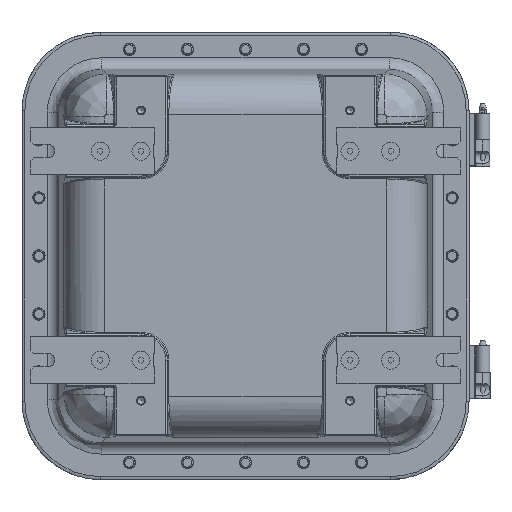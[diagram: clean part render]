
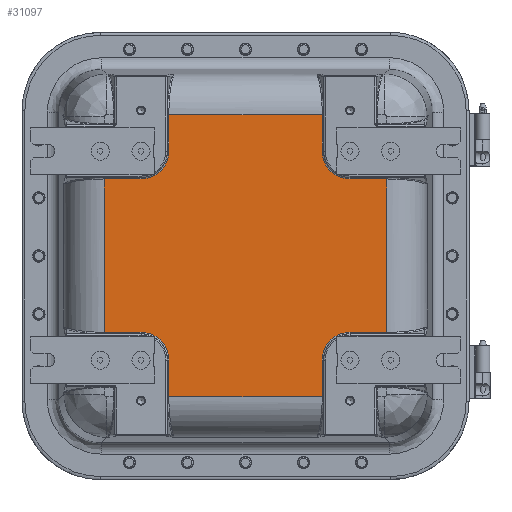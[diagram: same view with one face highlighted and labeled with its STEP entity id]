
A CAD part, top view. The second image highlights one B-rep face of the part: STEP entity #31097.
In plain terms, the highlighted planar face has unit normal (0, 0, 1).
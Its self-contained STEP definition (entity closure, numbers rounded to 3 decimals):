
#3445=LINE('',#48437,#5900);
#3447=LINE('',#48447,#5902);
#3449=LINE('',#48456,#5904);
#3451=LINE('',#48474,#5906);
#3453=LINE('',#48482,#5908);
#3455=LINE('',#48492,#5910);
#3457=LINE('',#48498,#5912);
#3459=LINE('',#48504,#5914);
#3504=LINE('',#49919,#5959);
#3505=LINE('',#49920,#5960);
#3506=LINE('',#49921,#5961);
#3507=LINE('',#49922,#5962);
#5900=VECTOR('',#37554,0.394);
#5902=VECTOR('',#37566,0.394);
#5904=VECTOR('',#37574,0.394);
#5906=VECTOR('',#37596,0.394);
#5908=VECTOR('',#37604,0.394);
#5910=VECTOR('',#37616,0.394);
#5912=VECTOR('',#37622,0.394);
#5914=VECTOR('',#37628,0.394);
#5959=VECTOR('',#37959,0.394);
#5960=VECTOR('',#37960,0.394);
#5961=VECTOR('',#37961,0.394);
#5962=VECTOR('',#37962,0.394);
#7791=PLANE('',#33575);
#9714=FACE_OUTER_BOUND('',#11703,.T.);
#11703=EDGE_LOOP('',(#24330,#24331,#24332,#24333,#24334,#24335,#24336,#24337,
#24338,#24339,#24340,#24341,#24342,#24343,#24344,#24345));
#13389=CIRCLE('',#33405,1.199);
#13395=CIRCLE('',#33414,1.199);
#13398=CIRCLE('',#33418,1.199);
#13403=CIRCLE('',#33426,1.199);
#15035=VERTEX_POINT('',#48431);
#15037=VERTEX_POINT('',#48435);
#15038=VERTEX_POINT('',#48439);
#15039=VERTEX_POINT('',#48443);
#15041=VERTEX_POINT('',#48449);
#15044=VERTEX_POINT('',#48454);
#15045=VERTEX_POINT('',#48458);
#15047=VERTEX_POINT('',#48464);
#15048=VERTEX_POINT('',#48466);
#15049=VERTEX_POINT('',#48470);
#15051=VERTEX_POINT('',#48476);
#15053=VERTEX_POINT('',#48480);
#15054=VERTEX_POINT('',#48484);
#15055=VERTEX_POINT('',#48488);
#15058=VERTEX_POINT('',#48496);
#15059=VERTEX_POINT('',#48500);
#18342=EDGE_CURVE('',#15037,#15035,#3445,.T.);
#18344=EDGE_CURVE('',#15035,#15038,#13389,.T.);
#18347=EDGE_CURVE('',#15038,#15039,#3447,.T.);
#18351=EDGE_CURVE('',#15044,#15041,#3449,.T.);
#18354=EDGE_CURVE('',#15041,#15045,#13395,.T.);
#18357=EDGE_CURVE('',#15048,#15047,#13398,.T.);
#18360=EDGE_CURVE('',#15047,#15049,#3451,.T.);
#18364=EDGE_CURVE('',#15053,#15051,#3453,.T.);
#18366=EDGE_CURVE('',#15051,#15054,#13403,.T.);
#18369=EDGE_CURVE('',#15054,#15055,#3455,.T.);
#18372=EDGE_CURVE('',#15058,#15048,#3457,.T.);
#18375=EDGE_CURVE('',#15045,#15059,#3459,.T.);
#18538=EDGE_CURVE('',#15049,#15053,#3504,.T.);
#18539=EDGE_CURVE('',#15059,#15058,#3505,.T.);
#18540=EDGE_CURVE('',#15039,#15044,#3506,.T.);
#18541=EDGE_CURVE('',#15055,#15037,#3507,.T.);
#24330=ORIENTED_EDGE('',*,*,#18369,.F.);
#24331=ORIENTED_EDGE('',*,*,#18366,.F.);
#24332=ORIENTED_EDGE('',*,*,#18364,.F.);
#24333=ORIENTED_EDGE('',*,*,#18538,.F.);
#24334=ORIENTED_EDGE('',*,*,#18360,.F.);
#24335=ORIENTED_EDGE('',*,*,#18357,.F.);
#24336=ORIENTED_EDGE('',*,*,#18372,.F.);
#24337=ORIENTED_EDGE('',*,*,#18539,.F.);
#24338=ORIENTED_EDGE('',*,*,#18375,.F.);
#24339=ORIENTED_EDGE('',*,*,#18354,.F.);
#24340=ORIENTED_EDGE('',*,*,#18351,.F.);
#24341=ORIENTED_EDGE('',*,*,#18540,.F.);
#24342=ORIENTED_EDGE('',*,*,#18347,.F.);
#24343=ORIENTED_EDGE('',*,*,#18344,.F.);
#24344=ORIENTED_EDGE('',*,*,#18342,.F.);
#24345=ORIENTED_EDGE('',*,*,#18541,.F.);
#31097=ADVANCED_FACE('',(#9714),#7791,.T.);
#33405=AXIS2_PLACEMENT_3D('',#48441,#37559,#37560);
#33414=AXIS2_PLACEMENT_3D('',#48462,#37581,#37582);
#33418=AXIS2_PLACEMENT_3D('',#48468,#37589,#37590);
#33426=AXIS2_PLACEMENT_3D('',#48486,#37609,#37610);
#33575=AXIS2_PLACEMENT_3D('',#49918,#37957,#37958);
#37554=DIRECTION('',(1.,0.,0.));
#37559=DIRECTION('center_axis',(0.,0.,
1.));
#37560=DIRECTION('ref_axis',(0.707,-0.707,0.));
#37566=DIRECTION('',(0.,1.,0.));
#37574=DIRECTION('',(0.,-1.,0.));
#37581=DIRECTION('center_axis',(0.,0.,
1.));
#37582=DIRECTION('ref_axis',(-0.707,-0.707,0.));
#37589=DIRECTION('center_axis',(0.,0.,
1.));
#37590=DIRECTION('ref_axis',(-0.707,0.707,0.));
#37596=DIRECTION('',(0.,-1.,0.));
#37604=DIRECTION('',(0.,1.,0.));
#37609=DIRECTION('center_axis',(0.,0.,
1.));
#37610=DIRECTION('ref_axis',(0.707,0.707,0.));
#37616=DIRECTION('',(-1.,0.,0.));
#37622=DIRECTION('',(-1.,0.,0.));
#37628=DIRECTION('',(1.,0.,0.));
#37957=DIRECTION('center_axis',(0.,0.,
1.));
#37958=DIRECTION('ref_axis',(1.,0.,0.));
#37959=DIRECTION('',(-1.,0.,0.));
#37960=DIRECTION('',(0.,-1.,0.));
#37961=DIRECTION('',(1.,0.,0.));
#37962=DIRECTION('',(0.,1.,0.));
#48431=CARTESIAN_POINT('',(-4.5,3.301,9.344));
#48435=CARTESIAN_POINT('',(-6.073,3.301,9.344));
#48437=CARTESIAN_POINT('',(-2.25,3.301,9.344));
#48439=CARTESIAN_POINT('',(-3.301,4.5,9.344));
#48441=CARTESIAN_POINT('Origin',(-4.5,4.5,9.344));
#48443=CARTESIAN_POINT('',(-3.301,6.073,9.344));
#48447=CARTESIAN_POINT('',(-3.301,4.025,9.344));
#48449=CARTESIAN_POINT('',(3.301,4.5,9.344));
#48454=CARTESIAN_POINT('',(3.301,6.073,9.344));
#48456=CARTESIAN_POINT('',(3.301,4.025,9.344));
#48458=CARTESIAN_POINT('',(4.5,3.301,9.344));
#48462=CARTESIAN_POINT('Origin',(4.5,4.5,9.344));
#48464=CARTESIAN_POINT('',(3.301,-4.5,9.344));
#48466=CARTESIAN_POINT('',(4.5,-3.301,9.344));
#48468=CARTESIAN_POINT('Origin',(4.5,-4.5,9.344));
#48470=CARTESIAN_POINT('',(3.301,-6.073,9.344));
#48474=CARTESIAN_POINT('',(3.301,-4.025,9.344));
#48476=CARTESIAN_POINT('',(-3.301,-4.5,9.344));
#48480=CARTESIAN_POINT('',(-3.301,-6.073,9.344));
#48482=CARTESIAN_POINT('',(-3.301,-4.025,9.344));
#48484=CARTESIAN_POINT('',(-4.5,-3.301,9.344));
#48486=CARTESIAN_POINT('Origin',(-4.5,-4.5,9.344));
#48488=CARTESIAN_POINT('',(-6.073,-3.301,9.344));
#48492=CARTESIAN_POINT('',(-2.25,-3.301,9.344));
#48496=CARTESIAN_POINT('',(6.073,-3.301,9.344));
#48498=CARTESIAN_POINT('',(2.25,-3.301,9.344));
#48500=CARTESIAN_POINT('',(6.073,3.301,9.344));
#48504=CARTESIAN_POINT('',(2.25,3.301,9.344));
#49918=CARTESIAN_POINT('Origin',(0.,0.,9.344));
#49919=CARTESIAN_POINT('',(4.025,-6.073,9.344));
#49920=CARTESIAN_POINT('',(6.073,4.025,9.344));
#49921=CARTESIAN_POINT('',(-4.025,6.073,9.344));
#49922=CARTESIAN_POINT('',(-6.073,-4.025,9.344));
